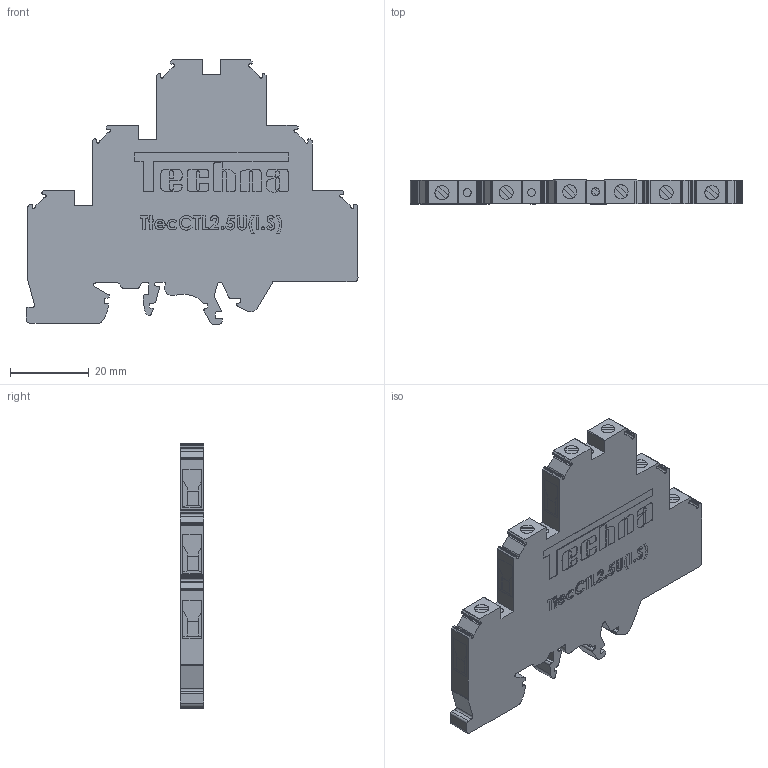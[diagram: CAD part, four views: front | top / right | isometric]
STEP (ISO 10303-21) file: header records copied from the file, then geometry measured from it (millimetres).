
FILE_DESCRIPTION (( 'STEP AP214' ), '1' );
FILE_NAME ('TtecCTL2.5U(I.S).STEP', '2020-07-06T13:30:41', ( '' ), ( '' ), 'SwSTEP 2.0', 'SolidWorks 2020', '' );
FILE_SCHEMA (( 'AUTOMOTIVE_DESIGN' ));
Length unit declared in the file: millimetre
Products named in the file (1): TtecCTL2.5U(I.S)
Bounding box: 84.5 x 6 x 67.29 mm (x, y, z)
Volume: 21375 mm3; surface area: 9620.5 mm2
Topology: 1 solids, 1 shells, 1023 faces, 2844 edges, 1888 vertices
Faces by surface type: plane 592, cylinder 281, bspline 150
Entity records: 47150 total; most frequent: CARTESIAN_POINT 14594, ORIENTED_EDGE 5688, DIRECTION 4882, EDGE_CURVE 2844, LINE 1954, VECTOR 1954, VERTEX_POINT 1888, AXIS2_PLACEMENT_3D 1464
